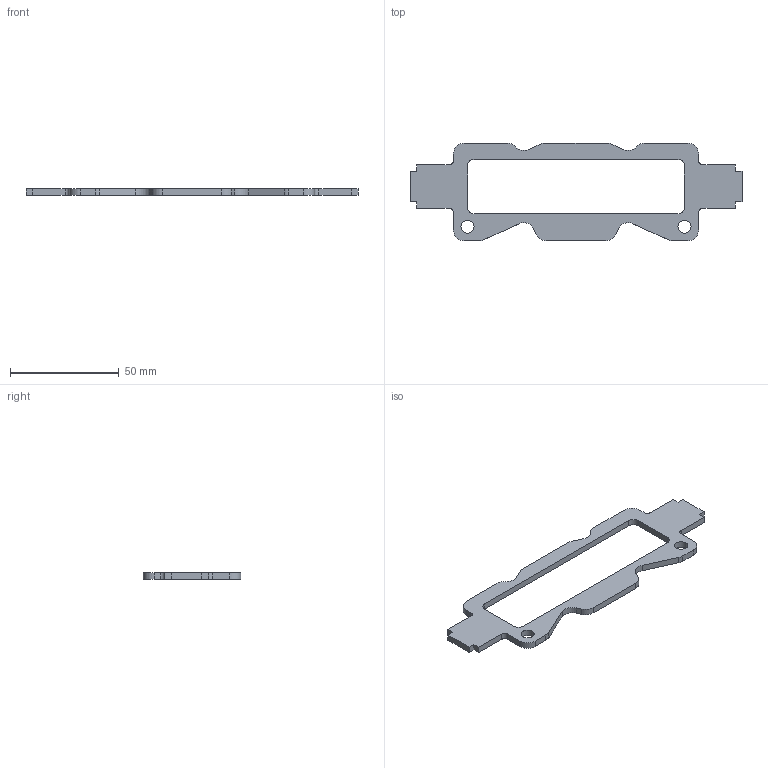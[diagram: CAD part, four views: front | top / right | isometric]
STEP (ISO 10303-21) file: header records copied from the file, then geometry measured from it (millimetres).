
FILE_DESCRIPTION(/* description */ (''),/* implementation_level */ '2;1');
FILE_NAME(/* name */ 'Electronics Chassis Faceplate.stp',/* time_stamp */ '2015-01-16T15:53:48-08:00',/* author */ ('Evil Brian'),/* organization */ (''),/* preprocessor_version */ 'ST-DEVELOPER v15.6',/* originating_system */ 'Autodesk Inventor 2015',/* authorisation */ '');
FILE_SCHEMA (('AUTOMOTIVE_DESIGN { 1 0 10303 214 3 1 1 }'));
Length unit declared in the file: millimetre
Products named in the file (1): Electronics Chassis Faceplate
Bounding box: 153 x 45 x 3 mm (x, y, z)
Volume: 8897.7 mm3; surface area: 7975.5 mm2
Topology: 1 solids, 1 shells, 62 faces, 180 edges, 120 vertices
Faces by surface type: plane 36, cylinder 26
Full cylindrical faces by diameter (mm): 6 x2
Entity records: 2082 total; most frequent: CARTESIAN_POINT 361, ORIENTED_EDGE 356, DIRECTION 356, EDGE_CURVE 178, LINE 126, VECTOR 126, VERTEX_POINT 120, AXIS2_PLACEMENT_3D 115
